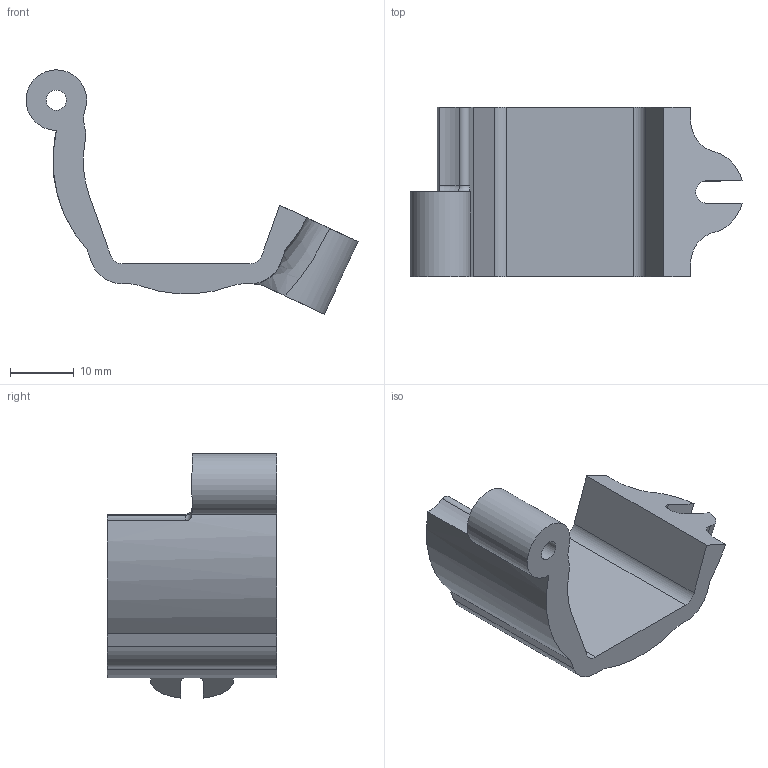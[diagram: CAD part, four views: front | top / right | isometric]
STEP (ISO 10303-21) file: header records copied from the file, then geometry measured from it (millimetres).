
FILE_DESCRIPTION(/* description */ ('STEP AP214'),/* implementation_level */ '2;1');
FILE_NAME(/* name */ '606fce32250d74118a3c2356',/* time_stamp */ '2021-04-09T03:46:59+00:00',/* author */ (''),/* organization */ (''),/* preprocessor_version */ 'ST-DEVELOPER v18.1',/* originating_system */ ' ',/* authorisation */ ' ');
FILE_SCHEMA (('AUTOMOTIVE_DESIGN {1 0 10303 214 3 1 1}'));
Length unit declared in the file: metre
Products named in the file (1): Light Clamp, Top
Bounding box: 52.2 x 26.67 x 38.42 mm (x, y, z)
Volume: 8227.2 mm3; surface area: 4893 mm2
Topology: 1 solids, 1 shells, 40 faces, 112 edges, 74 vertices
Faces by surface type: cylinder 21, plane 15, bspline 2, torus 2
Full cylindrical faces by diameter (mm): 3.175 x1
Entity records: 1396 total; most frequent: CARTESIAN_POINT 331, ORIENTED_EDGE 222, DIRECTION 213, EDGE_CURVE 111, AXIS2_PLACEMENT_3D 80, VERTEX_POINT 75, LINE 53, VECTOR 53
